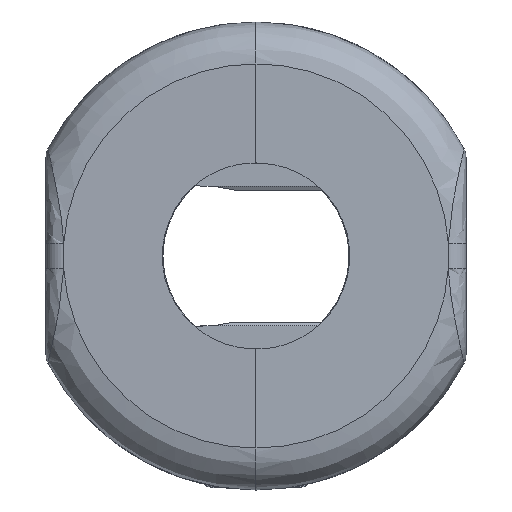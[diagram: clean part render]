
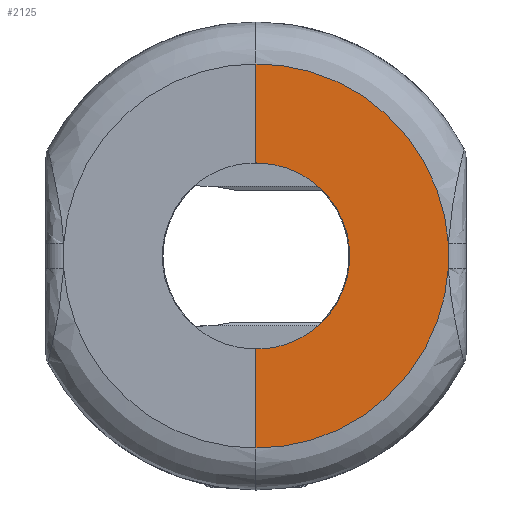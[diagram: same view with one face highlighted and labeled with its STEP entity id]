
A CAD part, left-side view. The second image highlights one B-rep face of the part: STEP entity #2125.
In plain terms, the highlighted planar face has unit normal (-1, -0.018, 0).
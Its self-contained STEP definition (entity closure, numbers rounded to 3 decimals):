
#2125 = ADVANCED_FACE( 'NONE', ( #5302 ), #5303, .T. );
#5302 = FACE_OUTER_BOUND( '', #10153, .T. );
#5303 = PLANE( '', #10154 );
#10153 = EDGE_LOOP( '', ( #18793, #18794, #18795, #18796, #18797, #18798, #18799, #18800 ) );
#10154 = AXIS2_PLACEMENT_3D( '', #18801, #18802, #18803 );
#18793 = ORIENTED_EDGE( '', *, *, #31905, .T. );
#18794 = ORIENTED_EDGE( '', *, *, #30553, .T. );
#18795 = ORIENTED_EDGE( '', *, *, #31906, .T. );
#18796 = ORIENTED_EDGE( '', *, *, #31768, .F. );
#18797 = ORIENTED_EDGE( '', *, *, #31907, .T. );
#18798 = ORIENTED_EDGE( '', *, *, #31908, .T. );
#18799 = ORIENTED_EDGE( '', *, *, #31909, .T. );
#18800 = ORIENTED_EDGE( '', *, *, #31910, .F. );
#18801 = CARTESIAN_POINT( '', ( -24.5, 0., 42.5 ) );
#18802 = DIRECTION( '', ( -1., -0.017, 0. ) );
#18803 = DIRECTION( '', ( -0.017, 1., 0. ) );
#30553 = EDGE_CURVE( 'NONE', #36217, #36215, #36218, .T. );
#31768 = EDGE_CURVE( 'NONE', #38290, #38292, #38293, .T. );
#31905 = EDGE_CURVE( 'NONE', #38520, #36217, #38521, .T. );
#31906 = EDGE_CURVE( 'NONE', #36215, #38292, #38522, .T. );
#31907 = EDGE_CURVE( 'NONE', #38290, #38523, #38524, .T. );
#31908 = EDGE_CURVE( 'NONE', #38523, #38525, #38526, .T. );
#31909 = EDGE_CURVE( 'NONE', #38525, #38527, #38528, .T. );
#31910 = EDGE_CURVE( 'NONE', #38520, #38527, #38529, .T. );
#36215 = VERTEX_POINT( 'NONE', #45197 );
#36217 = VERTEX_POINT( 'NONE', #45199 );
#36218 = LINE( '', #45200, #45201 );
#38290 = VERTEX_POINT( 'NONE', #48917 );
#38292 = VERTEX_POINT( 'NONE', #48920 );
#38293 = LINE( '', #48921, #48922 );
#38520 = VERTEX_POINT( 'NONE', #49482 );
#38521 = ( BOUNDED_CURVE(  )B_SPLINE_CURVE( 3, ( #49485, #49486, #49487, #49488 ), .UNSPECIFIED., .F., .F. )B_SPLINE_CURVE_WITH_KNOTS( ( 4, 4 ), ( 4.709, 6.217 ), .UNSPECIFIED. )CURVE(  )GEOMETRIC_REPRESENTATION_ITEM(  )RATIONAL_B_SPLINE_CURVE( ( 1., 0.819, 0.819, 1. ) )REPRESENTATION_ITEM( '' ) );
#38522 = ( BOUNDED_CURVE(  )B_SPLINE_CURVE( 3, ( #49496, #49497, #49498, #49499 ), .UNSPECIFIED., .F., .F. )B_SPLINE_CURVE_WITH_KNOTS( ( 4, 4 ), ( 0.066, 1.575 ), .UNSPECIFIED. )CURVE(  )GEOMETRIC_REPRESENTATION_ITEM(  )RATIONAL_B_SPLINE_CURVE( ( 1., 0.819, 0.819, 1. ) )REPRESENTATION_ITEM( '' ) );
#38523 = VERTEX_POINT( 'NONE', #49505 );
#38524 = CIRCLE( '', #49506, 7.752 );
#38525 = VERTEX_POINT( 'NONE', #49507 );
#38526 = ( BOUNDED_CURVE(  )B_SPLINE_CURVE( 3, ( #49510, #49511, #49512, #49513 ), .UNSPECIFIED., .F., .F. )B_SPLINE_CURVE_WITH_KNOTS( ( 4, 4 ), ( 4.712, 7.854 ), .UNSPECIFIED. )CURVE(  )GEOMETRIC_REPRESENTATION_ITEM(  )RATIONAL_B_SPLINE_CURVE( ( 1., 0.333, 0.333, 1. ) )REPRESENTATION_ITEM( '' ) );
#38527 = VERTEX_POINT( 'NONE', #49519 );
#38528 = CIRCLE( '', #49520, 7.752 );
#38529 = LINE( '', #49521, #49522 );
#45197 = CARTESIAN_POINT( '', ( -24.22, -16.026, 24.056 ) );
#45199 = CARTESIAN_POINT( '', ( -24.22, -16.026, 21.944 ) );
#45200 = CARTESIAN_POINT( '', ( -24.22, -16.026, 42.5 ) );
#45201 = VECTOR( '', #59130, 1000. );
#48917 = CARTESIAN_POINT( '', ( -24.5, 0., 30.75 ) );
#48920 = CARTESIAN_POINT( '', ( -24.5, 0., 39. ) );
#48921 = CARTESIAN_POINT( '', ( -24.5, 0., 42.5 ) );
#48922 = VECTOR( '', #60371, 1000. );
#49482 = CARTESIAN_POINT( '', ( -24.5, 0., 7. ) );
#49485 = CARTESIAN_POINT( '', ( -24.5, 0., 7. ) );
#49486 = CARTESIAN_POINT( '', ( -24.344, -8.916, 6.966 ) );
#49487 = CARTESIAN_POINT( '', ( -24.231, -15.438, 13.047 ) );
#49488 = CARTESIAN_POINT( '', ( -24.22, -16.026, 21.944 ) );
#49496 = CARTESIAN_POINT( '', ( -24.22, -16.026, 24.056 ) );
#49497 = CARTESIAN_POINT( '', ( -24.231, -15.438, 32.953 ) );
#49498 = CARTESIAN_POINT( '', ( -24.344, -8.916, 39.034 ) );
#49499 = CARTESIAN_POINT( '', ( -24.5, 0., 39. ) );
#49505 = CARTESIAN_POINT( '', ( -24.499, -0.061, 30.75 ) );
#49506 = AXIS2_PLACEMENT_3D( '', #60535, #60536, #60537 );
#49507 = CARTESIAN_POINT( '', ( -24.499, -0.061, 15.25 ) );
#49510 = CARTESIAN_POINT( '', ( -24.499, -0.061, 30.75 ) );
#49511 = CARTESIAN_POINT( '', ( -24.228, -15.561, 30.75 ) );
#49512 = CARTESIAN_POINT( '', ( -24.228, -15.561, 15.25 ) );
#49513 = CARTESIAN_POINT( '', ( -24.499, -0.061, 15.25 ) );
#49519 = CARTESIAN_POINT( '', ( -24.5, 0., 15.25 ) );
#49520 = AXIS2_PLACEMENT_3D( '', #60538, #60539, #60540 );
#49521 = CARTESIAN_POINT( '', ( -24.5, 0., 42.5 ) );
#49522 = VECTOR( '', #60541, 1000. );
#59130 = DIRECTION( '', ( 0., 0., 1. ) );
#60371 = DIRECTION( '', ( 0., 0., 1. ) );
#60535 = CARTESIAN_POINT( '', ( -24.499, -0.061, 22.998 ) );
#60536 = DIRECTION( '', ( 1., 0.017, 0. ) );
#60537 = DIRECTION( '', ( 0., 0.008, 1. ) );
#60538 = CARTESIAN_POINT( '', ( -24.499, -0.061, 23.002 ) );
#60539 = DIRECTION( '', ( 1., 0.017, 0. ) );
#60540 = DIRECTION( '', ( 0., 0., -1. ) );
#60541 = DIRECTION( '', ( 0., 0., 1. ) );
